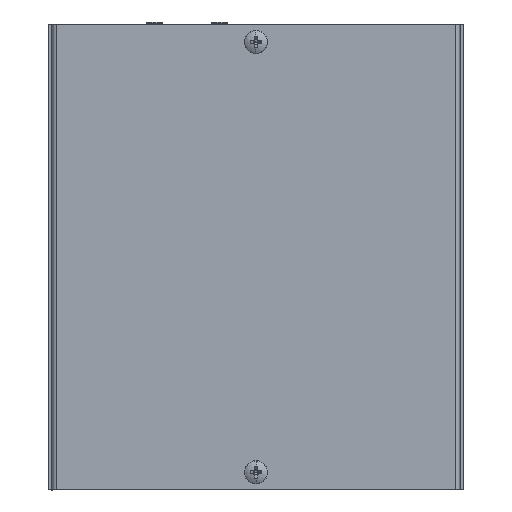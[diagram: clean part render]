
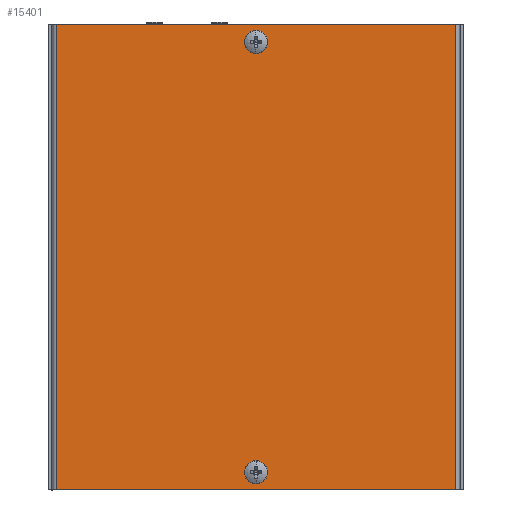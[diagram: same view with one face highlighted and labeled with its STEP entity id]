
A CAD part, top view. The second image highlights one B-rep face of the part: STEP entity #15401.
In plain terms, the highlighted planar face has unit normal (0, 0, 1).
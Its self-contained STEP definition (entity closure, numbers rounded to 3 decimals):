
#706 = EDGE_CURVE ( 'NONE', #27773, #44080, #12525, .T. ) ;
#1551 = DIRECTION ( 'NONE',  ( 0., 0., 1. ) ) ;
#2499 = EDGE_LOOP ( 'NONE', ( #26981, #11830 ) ) ;
#2526 = FACE_OUTER_BOUND ( 'NONE', #33144, .T. ) ;
#2797 = EDGE_CURVE ( 'NONE', #23167, #25864, #12549, .T. ) ;
#2859 = DIRECTION ( 'NONE',  ( 1., 0., 0. ) ) ;
#4448 = CARTESIAN_POINT ( 'NONE',  ( 68.7, -80., 0. ) ) ;
#4593 = EDGE_CURVE ( 'NONE', #25864, #23167, #6079, .T. ) ;
#5100 = CARTESIAN_POINT ( 'NONE',  ( 0., 74., 0. ) ) ;
#5450 = FACE_BOUND ( 'NONE', #37924, .T. ) ;
#6079 = CIRCLE ( 'NONE', #11787, 2.2 ) ;
#6122 = CARTESIAN_POINT ( 'NONE',  ( 0., 74., 0. ) ) ;
#7003 = DIRECTION ( 'NONE',  ( 0., 0., 1. ) ) ;
#7241 = CARTESIAN_POINT ( 'NONE',  ( 0., -74., 0. ) ) ;
#7867 = LINE ( 'NONE', #31028, #33162 ) ;
#8065 = VERTEX_POINT ( 'NONE', #29957 ) ;
#8462 = ORIENTED_EDGE ( 'NONE', *, *, #706, .T. ) ;
#8767 = EDGE_CURVE ( 'NONE', #8065, #9479, #12322, .T. ) ;
#9428 = CARTESIAN_POINT ( 'NONE',  ( -68.7, 80., 0. ) ) ;
#9479 = VERTEX_POINT ( 'NONE', #14908 ) ;
#9532 = AXIS2_PLACEMENT_3D ( 'NONE', #26646, #43317, #12817 ) ;
#11787 = AXIS2_PLACEMENT_3D ( 'NONE', #7241, #24417, #17695 ) ;
#11830 = ORIENTED_EDGE ( 'NONE', *, *, #8767, .F. ) ;
#11878 = ORIENTED_EDGE ( 'NONE', *, *, #4593, .F. ) ;
#11938 = ORIENTED_EDGE ( 'NONE', *, *, #22113, .T. ) ;
#12322 = CIRCLE ( 'NONE', #40766, 2.2 ) ;
#12525 = LINE ( 'NONE', #9428, #42185 ) ;
#12549 = CIRCLE ( 'NONE', #25366, 2.2 ) ;
#12817 = DIRECTION ( 'NONE',  ( 1., 0., 0. ) ) ;
#12820 = AXIS2_PLACEMENT_3D ( 'NONE', #5100, #1551, #15149 ) ;
#12978 = DIRECTION ( 'NONE',  ( 0., -1., 0. ) ) ;
#14071 = VERTEX_POINT ( 'NONE', #26910 ) ;
#14908 = CARTESIAN_POINT ( 'NONE',  ( 2.2, 74., 0. ) ) ;
#15149 = DIRECTION ( 'NONE',  ( 1., 0., 0. ) ) ;
#15401 = ADVANCED_FACE ( 'NONE', ( #33095, #5450, #2526 ), #16145, .T. ) ;
#15863 = ORIENTED_EDGE ( 'NONE', *, *, #25762, .T. ) ;
#16145 = PLANE ( 'NONE',  #9532 ) ;
#16222 = CARTESIAN_POINT ( 'NONE',  ( 70., 80., 0. ) ) ;
#16244 = CARTESIAN_POINT ( 'NONE',  ( 0., -74., 0. ) ) ;
#17695 = DIRECTION ( 'NONE',  ( 1., 0., 0. ) ) ;
#17772 = VECTOR ( 'NONE', #18063, 1000. ) ;
#18063 = DIRECTION ( 'NONE',  ( 0., 1., 0. ) ) ;
#18771 = CARTESIAN_POINT ( 'NONE',  ( 68.7, -80., 0. ) ) ;
#18775 = CARTESIAN_POINT ( 'NONE',  ( 2.2, -74., 0. ) ) ;
#21014 = DIRECTION ( 'NONE',  ( 1., 0., 0. ) ) ;
#22113 = EDGE_CURVE ( 'NONE', #44080, #32811, #7867, .T. ) ;
#23167 = VERTEX_POINT ( 'NONE', #18775 ) ;
#24417 = DIRECTION ( 'NONE',  ( 0., 0., 1. ) ) ;
#25162 = ORIENTED_EDGE ( 'NONE', *, *, #33201, .T. ) ;
#25366 = AXIS2_PLACEMENT_3D ( 'NONE', #16244, #33633, #2859 ) ;
#25762 = EDGE_CURVE ( 'NONE', #32811, #14071, #35014, .T. ) ;
#25864 = VERTEX_POINT ( 'NONE', #35218 ) ;
#26646 = CARTESIAN_POINT ( 'NONE',  ( -70., 80., 0. ) ) ;
#26910 = CARTESIAN_POINT ( 'NONE',  ( 68.7, 80., 0. ) ) ;
#26981 = ORIENTED_EDGE ( 'NONE', *, *, #33156, .F. ) ;
#27773 = VERTEX_POINT ( 'NONE', #38632 ) ;
#29957 = CARTESIAN_POINT ( 'NONE',  ( -2.2, 74., 0. ) ) ;
#30064 = DIRECTION ( 'NONE',  ( -1., 0., 0. ) ) ;
#30474 = CARTESIAN_POINT ( 'NONE',  ( -68.7, -80., 0. ) ) ;
#31028 = CARTESIAN_POINT ( 'NONE',  ( 70., -80., 0. ) ) ;
#32811 = VERTEX_POINT ( 'NONE', #18771 ) ;
#33095 = FACE_BOUND ( 'NONE', #2499, .T. ) ;
#33144 = EDGE_LOOP ( 'NONE', ( #25162, #8462, #11938, #15863 ) ) ;
#33156 = EDGE_CURVE ( 'NONE', #9479, #8065, #34164, .T. ) ;
#33162 = VECTOR ( 'NONE', #21014, 1000. ) ;
#33201 = EDGE_CURVE ( 'NONE', #14071, #27773, #33606, .T. ) ;
#33606 = LINE ( 'NONE', #16222, #42672 ) ;
#33633 = DIRECTION ( 'NONE',  ( 0., 0., 1. ) ) ;
#33971 = DIRECTION ( 'NONE',  ( 1., 0., 0. ) ) ;
#34164 = CIRCLE ( 'NONE', #12820, 2.2 ) ;
#35014 = LINE ( 'NONE', #4448, #17772 ) ;
#35218 = CARTESIAN_POINT ( 'NONE',  ( -2.2, -74., 0. ) ) ;
#35490 = ORIENTED_EDGE ( 'NONE', *, *, #2797, .F. ) ;
#37924 = EDGE_LOOP ( 'NONE', ( #35490, #11878 ) ) ;
#38632 = CARTESIAN_POINT ( 'NONE',  ( -68.7, 80., 0. ) ) ;
#40766 = AXIS2_PLACEMENT_3D ( 'NONE', #6122, #7003, #33971 ) ;
#42185 = VECTOR ( 'NONE', #12978, 1000. ) ;
#42672 = VECTOR ( 'NONE', #30064, 1000. ) ;
#43317 = DIRECTION ( 'NONE',  ( 0., 0., 1. ) ) ;
#44080 = VERTEX_POINT ( 'NONE', #30474 ) ;
